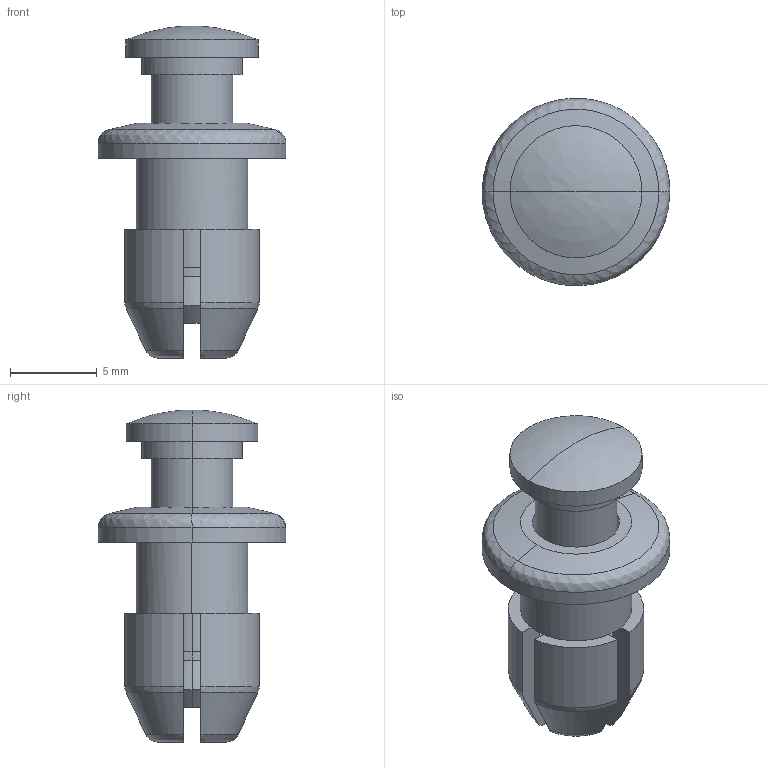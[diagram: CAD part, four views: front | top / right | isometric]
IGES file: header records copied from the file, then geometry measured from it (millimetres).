
Start section: ------------------------------------------------------------------------
Global section: file name: PC006.5348.TL_H322_4_1_002_24648.igs; native system: spGate; preprocessor: ver18.9.1 (****-****-****-****); author: Unknown; organization: Unknown; date: 221003.181103; units: millimetre
Bounding box: 10.8 x 10.79 x 19.1 mm (x, y, z)
Volume: 631.6 mm3; surface area: 1019.3 mm2
Topology: 2 solids, 2 shells, 79 faces, 196 edges, 123 vertices
Faces by surface type: bspline 79
